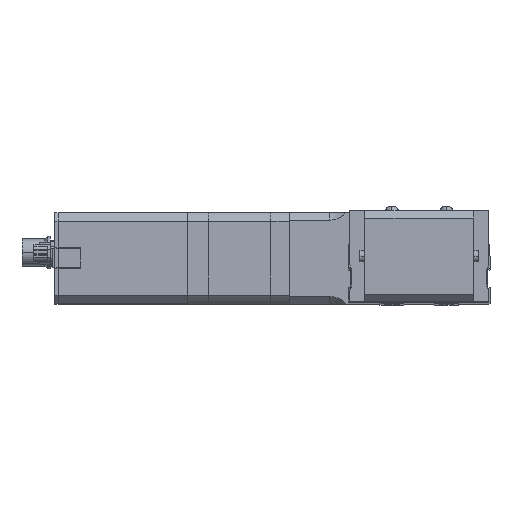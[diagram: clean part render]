
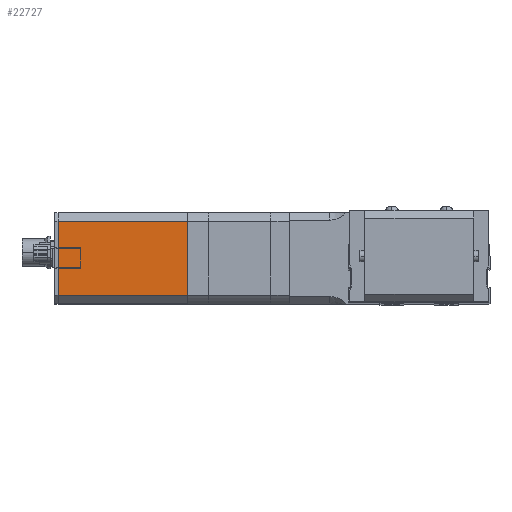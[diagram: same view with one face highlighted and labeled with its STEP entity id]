
A CAD part, top view. The second image highlights one B-rep face of the part: STEP entity #22727.
In plain terms, the highlighted face is planar.
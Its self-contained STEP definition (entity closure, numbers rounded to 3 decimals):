
#324 = PLANE ( 'NONE',  #12826 ) ;
#1987 = ORIENTED_EDGE ( 'NONE', *, *, #27163, .T. ) ;
#5402 = ORIENTED_EDGE ( 'NONE', *, *, #18590, .F. ) ;
#5521 = LINE ( 'NONE', #13103, #27077 ) ;
#5620 = FACE_OUTER_BOUND ( 'NONE', #17466, .T. ) ;
#6868 = VERTEX_POINT ( 'NONE', #8726 ) ;
#7519 = ORIENTED_EDGE ( 'NONE', *, *, #11838, .T. ) ;
#8343 = CARTESIAN_POINT ( 'NONE',  ( -31., 17., -106.25 ) ) ;
#8726 = CARTESIAN_POINT ( 'NONE',  ( -31., -17., -106.25 ) ) ;
#10806 = VERTEX_POINT ( 'NONE', #8343 ) ;
#11047 = DIRECTION ( 'NONE',  ( 0., 0., 1. ) ) ;
#11838 = EDGE_CURVE ( 'NONE', #6868, #28984, #21319, .T. ) ;
#12826 = AXIS2_PLACEMENT_3D ( 'NONE', #15992, #13208, #23227 ) ;
#13103 = CARTESIAN_POINT ( 'NONE',  ( -31., 17., -47. ) ) ;
#13208 = DIRECTION ( 'NONE',  ( 1., 0., 0. ) ) ;
#13447 = CARTESIAN_POINT ( 'NONE',  ( -31., 17., -47. ) ) ;
#13860 = EDGE_CURVE ( 'NONE', #10806, #29451, #21078, .T. ) ;
#15992 = CARTESIAN_POINT ( 'NONE',  ( -31., 17., -106.25 ) ) ;
#16876 = DIRECTION ( 'NONE',  ( 0., 0., 1. ) ) ;
#16959 = ORIENTED_EDGE ( 'NONE', *, *, #13860, .F. ) ;
#17466 = EDGE_LOOP ( 'NONE', ( #1987, #16959, #5402, #7519 ) ) ;
#18590 = EDGE_CURVE ( 'NONE', #6868, #10806, #24018, .T. ) ;
#19113 = VECTOR ( 'NONE', #11047, 1000. ) ;
#21078 = LINE ( 'NONE', #28836, #19113 ) ;
#21319 = LINE ( 'NONE', #23975, #22763 ) ;
#22727 = ADVANCED_FACE ( 'NONE', ( #5620 ), #324, .F. ) ;
#22763 = VECTOR ( 'NONE', #16876, 1000. ) ;
#23227 = DIRECTION ( 'NONE',  ( 0., 1., 0. ) ) ;
#23975 = CARTESIAN_POINT ( 'NONE',  ( -31., -17., -106.25 ) ) ;
#24018 = LINE ( 'NONE', #29441, #24204 ) ;
#24204 = VECTOR ( 'NONE', #31741, 1000. ) ;
#26083 = DIRECTION ( 'NONE',  ( 0., 1., 0. ) ) ;
#27077 = VECTOR ( 'NONE', #26083, 1000. ) ;
#27163 = EDGE_CURVE ( 'NONE', #28984, #29451, #5521, .T. ) ;
#28836 = CARTESIAN_POINT ( 'NONE',  ( -31., 17., -106.25 ) ) ;
#28984 = VERTEX_POINT ( 'NONE', #30802 ) ;
#29441 = CARTESIAN_POINT ( 'NONE',  ( -31., 17., -106.25 ) ) ;
#29451 = VERTEX_POINT ( 'NONE', #13447 ) ;
#30802 = CARTESIAN_POINT ( 'NONE',  ( -31., -17., -47. ) ) ;
#31741 = DIRECTION ( 'NONE',  ( 0., 1., 0. ) ) ;
